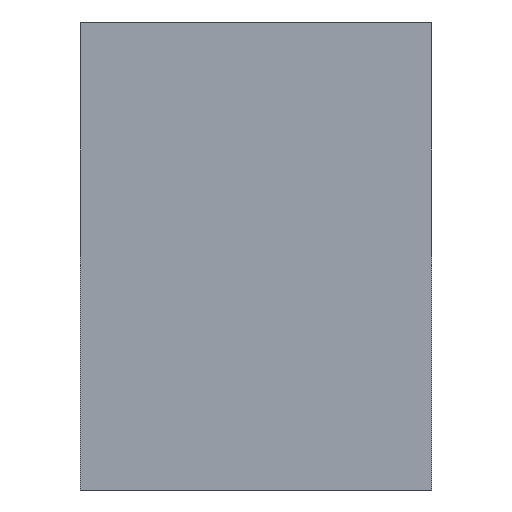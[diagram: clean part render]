
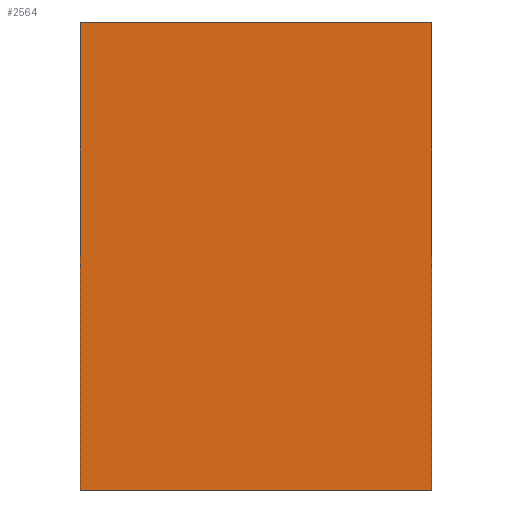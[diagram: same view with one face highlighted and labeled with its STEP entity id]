
A CAD part, left-side view. The second image highlights one B-rep face of the part: STEP entity #2564.
In plain terms, the highlighted planar face has unit normal (-1, 0, 0).
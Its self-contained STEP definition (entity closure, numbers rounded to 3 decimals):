
#815=PLANE('',#2484);
#845=VECTOR('',#1420,1.);
#849=VECTOR('',#1430,1.);
#850=VECTOR('',#1431,1.);
#851=VECTOR('',#1432,1.);
#867=LINE('',#2121,#845);
#871=LINE('',#2134,#849);
#872=LINE('',#2135,#850);
#873=LINE('',#2136,#851);
#964=ORIENTED_EDGE('',*,*,#1183,.T.);
#965=ORIENTED_EDGE('',*,*,#1184,.F.);
#966=ORIENTED_EDGE('',*,*,#1177,.F.);
#967=ORIENTED_EDGE('',*,*,#1185,.F.);
#1114=VERTEX_POINT('',#2119);
#1115=VERTEX_POINT('',#2120);
#1120=VERTEX_POINT('',#2132);
#1121=VERTEX_POINT('',#2133);
#1177=EDGE_CURVE('',#1114,#1115,#867,.T.);
#1183=EDGE_CURVE('',#1120,#1121,#871,.T.);
#1184=EDGE_CURVE('',#1115,#1121,#872,.T.);
#1185=EDGE_CURVE('',#1120,#1114,#873,.T.);
#1239=EDGE_LOOP('',(#964,#965,#966,#967));
#1305=FACE_BOUND('',#1239,.T.);
#1420=DIRECTION('',(0.,-30.,0.));
#1428=DIRECTION('',(-1.,0.,0.));
#1429=DIRECTION('',(0.,1.,0.));
#1430=DIRECTION('',(0.,-30.,0.));
#1431=DIRECTION('',(0.,0.,-40.));
#1432=DIRECTION('',(0.,0.,40.));
#2119=CARTESIAN_POINT('',(0.,30.,40.));
#2120=CARTESIAN_POINT('',(0.,0.,40.));
#2121=CARTESIAN_POINT('',(0.,30.,40.));
#2131=CARTESIAN_POINT('',(0.,30.,40.));
#2132=CARTESIAN_POINT('',(0.,30.,0.));
#2133=CARTESIAN_POINT('',(0.,0.,0.));
#2134=CARTESIAN_POINT('',(0.,30.,0.));
#2135=CARTESIAN_POINT('',(0.,0.,40.));
#2136=CARTESIAN_POINT('',(0.,30.,0.));
#2484=AXIS2_PLACEMENT_3D('',#2131,#1428,#1429);
#2564=ADVANCED_FACE('',(#1305),#815,.T.);
